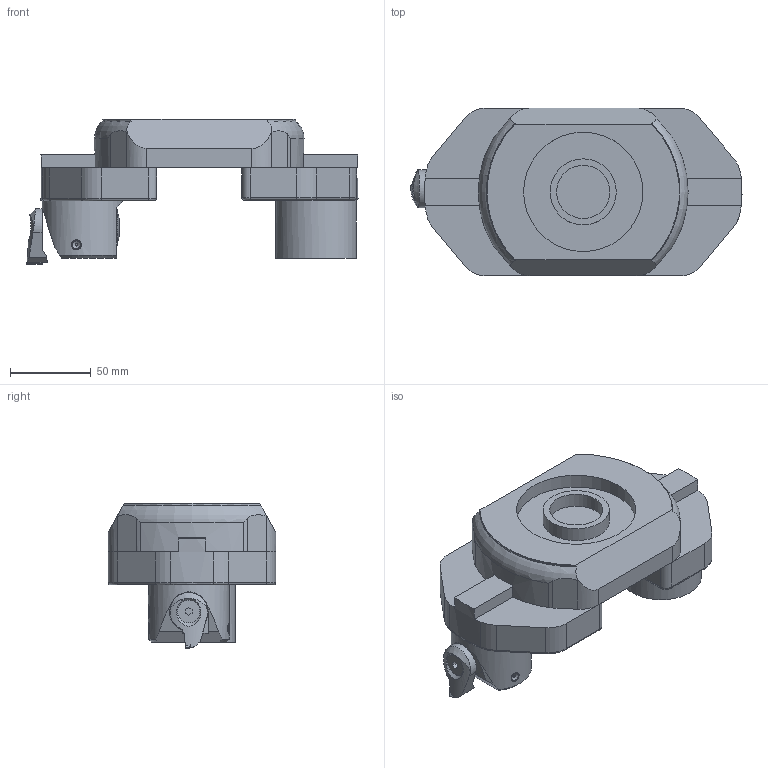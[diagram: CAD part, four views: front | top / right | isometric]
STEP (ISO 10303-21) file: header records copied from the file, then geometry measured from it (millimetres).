
FILE_DESCRIPTION(/* description */ (''),/* implementation_level */ '2;1');
FILE_NAME(/* name */ '1570520255212.stp',/* time_stamp */ '2019-10-08T09:37:43+02:00',/* author */ (''),/* organization */ ('SMS'),/* preprocessor_version */ 'ST-DEVELOPER v16.7',/* originating_system */ 'SIEMENS PLM Software NX 12.0',/* authorisation */ '');
FILE_SCHEMA (('AUTOMOTIVE_DESIGN { 1 0 10303 214 3 1 1 1 }'));
Length unit declared in the file: millimetre
Products named in the file (10): ASSEMBLY_CONSTRUCTION; IsoTurningInsert; 201964712mod000_00; 111165456mod000_01; 111169455mod000_01; 111169585mod000_01; 111165422mod000_01; 111169134mod000_01; 111164782mod000_01
Assembly tree (9 placements, depth 3):
  111164782mod000_01
    111165422mod000_01
    111169585mod000_01
    111169455mod000_01
    111165456mod000_01
    111169134mod000_01
      201964712mod000_00
      IsoTurningInsert
      ASSEMBLY_CONSTRUCTION
    ASSEMBLY_CONSTRUCTION
Bounding box: 205.88 x 104 x 90 mm (x, y, z)
Volume: 691909.1 mm3; surface area: 104451.7 mm2
Topology: 7 solids, 7 shells, 431 faces, 1172 edges, 794 vertices
Faces by surface type: plane 318, cylinder 70, torus 20, cone 20, sphere 3
Full cylindrical faces by diameter (mm): 1.5 x1, 2.8 x2, 4.7 x1, 5 x1, 6 x1, 6.25 x1, 8 x1, 8.009 x1, 8.018 x1, 8.5 x1, 9.5 x1, 13.9 x1, 24 x2, 33 x1, 34 x2, 41 x1, 49.987 x1, 50 x1, 50.2 x1, 74 x1
Entity records: 13998 total; most frequent: CARTESIAN_POINT 2741, DIRECTION 2283, ORIENTED_EDGE 2214, EDGE_CURVE 1107, AXIS2_PLACEMENT_3D 768, VERTEX_POINT 748, LINE 747, VECTOR 747
